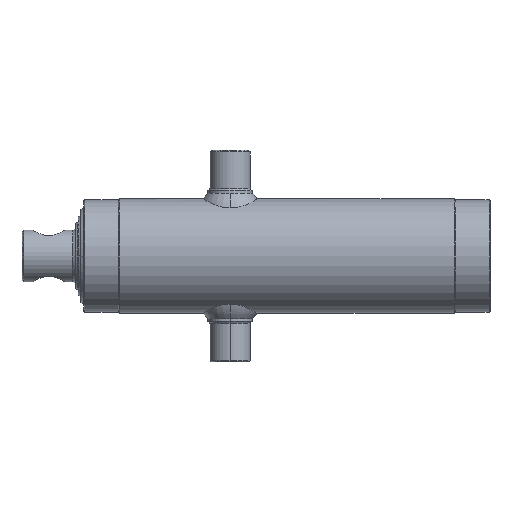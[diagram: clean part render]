
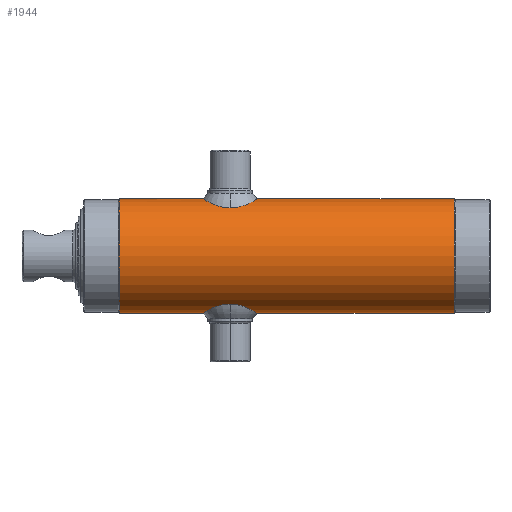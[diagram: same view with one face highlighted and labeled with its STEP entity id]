
A CAD part, left-side view. The second image highlights one B-rep face of the part: STEP entity #1944.
In plain terms, the highlighted cylindrical face has radius 64 mm (diameter 128 mm), a partial arc.
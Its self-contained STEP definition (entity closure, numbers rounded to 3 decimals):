
#18 = CARTESIAN_POINT ( 'NONE',  ( -2.117, 285.382, 63.965 ) ) ;
#91 = ORIENTED_EDGE ( 'NONE', *, *, #5257, .F. ) ;
#107 = CARTESIAN_POINT ( 'NONE',  ( 0., 297., 64. ) ) ;
#294 = DIRECTION ( 'NONE',  ( 0., 0., -1. ) ) ;
#403 = ORIENTED_EDGE ( 'NONE', *, *, #1252, .F. ) ;
#530 = CARTESIAN_POINT ( 'NONE',  ( 0., -30.734, 64. ) ) ;
#670 = ORIENTED_EDGE ( 'NONE', *, *, #1680, .F. ) ;
#727 = CARTESIAN_POINT ( 'NONE',  ( -4.772, 294.658, 63.822 ) ) ;
#758 = CARTESIAN_POINT ( 'NONE',  ( -5.684, 289.067, 63.747 ) ) ;
#794 = CARTESIAN_POINT ( 'NONE',  ( -1.552, 285.201, 63.981 ) ) ;
#836 = LINE ( 'NONE', #530, #919 ) ;
#919 = VECTOR ( 'NONE', #6873, 1000. ) ;
#923 = CYLINDRICAL_SURFACE ( 'NONE', #3222, 64. ) ;
#933 = FACE_OUTER_BOUND ( 'NONE', #4481, .T. ) ;
#1021 = CARTESIAN_POINT ( 'NONE',  ( 0., -30.734, 0. ) ) ;
#1247 = DIRECTION ( 'NONE',  ( 0., 0., -1. ) ) ;
#1252 = EDGE_CURVE ( 'NONE', #2869, #8371, #8619, .T. ) ;
#1359 = DIRECTION ( 'NONE',  ( 0., -1., 0. ) ) ;
#1455 = CARTESIAN_POINT ( 'NONE',  ( -5.198, 294.003, 63.789 ) ) ;
#1487 = CARTESIAN_POINT ( 'NONE',  ( -5.384, 288.345, 63.773 ) ) ;
#1511 = CARTESIAN_POINT ( 'NONE',  ( 0., -30.734, 64. ) ) ;
#1516 = CARTESIAN_POINT ( 'NONE',  ( -0.786, 285.039, 63.996 ) ) ;
#1600 = CARTESIAN_POINT ( 'NONE',  ( 0., 40., -64. ) ) ;
#1680 = EDGE_CURVE ( 'NONE', #5243, #5319, #6981, .T. ) ;
#1944 = ADVANCED_FACE ( 'NONE', ( #933 ), #923, .T. ) ;
#2000 = VERTEX_POINT ( 'NONE', #3299 ) ;
#2127 = CARTESIAN_POINT ( 'NONE',  ( -1.559, 296.807, 63.982 ) ) ;
#2162 = CARTESIAN_POINT ( 'NONE',  ( -5.469, 293.476, 63.766 ) ) ;
#2196 = CARTESIAN_POINT ( 'NONE',  ( -5.097, 287.829, 63.797 ) ) ;
#2223 = CARTESIAN_POINT ( 'NONE',  ( 0., 285., 64. ) ) ;
#2224 = EDGE_CURVE ( 'NONE', #2000, #5319, #2383, .T. ) ;
#2365 = VECTOR ( 'NONE', #2404, 1000. ) ;
#2383 = LINE ( 'NONE', #3369, #2365 ) ;
#2404 = DIRECTION ( 'NONE',  ( 0., -1., 0. ) ) ;
#2818 = CARTESIAN_POINT ( 'NONE',  ( 0., 297., 64. ) ) ;
#2850 = CARTESIAN_POINT ( 'NONE',  ( -2.478, 296.468, 63.952 ) ) ;
#2869 = VERTEX_POINT ( 'NONE', #6790 ) ;
#2881 = CARTESIAN_POINT ( 'NONE',  ( -5.808, 292.557, 63.736 ) ) ;
#2909 = CARTESIAN_POINT ( 'NONE',  ( -4.52, 287.035, 63.841 ) ) ;
#3212 = CARTESIAN_POINT ( 'NONE',  ( 0., 285., 64. ) ) ;
#3222 = AXIS2_PLACEMENT_3D ( 'NONE', #1021, #7341, #294 ) ;
#3299 = CARTESIAN_POINT ( 'NONE',  ( 0., 415., -64. ) ) ;
#3326 = DIRECTION ( 'NONE',  ( 0., -1., 0. ) ) ;
#3369 = CARTESIAN_POINT ( 'NONE',  ( 0., -30.734, -64. ) ) ;
#3387 = DIRECTION ( 'NONE',  ( 0., -1., 0. ) ) ;
#3576 = CARTESIAN_POINT ( 'NONE',  ( -3.005, 296.197, 63.93 ) ) ;
#3607 = CARTESIAN_POINT ( 'NONE',  ( -6., 291.389, 63.718 ) ) ;
#3642 = CARTESIAN_POINT ( 'NONE',  ( -3.658, 286.228, 63.896 ) ) ;
#3824 = ORIENTED_EDGE ( 'NONE', *, *, #5443, .F. ) ;
#4126 = VERTEX_POINT ( 'NONE', #3212 ) ;
#4232 = CARTESIAN_POINT ( 'NONE',  ( -0.392, 297., 64. ) ) ;
#4263 = CARTESIAN_POINT ( 'NONE',  ( -3.661, 295.77, 63.896 ) ) ;
#4292 = CARTESIAN_POINT ( 'NONE',  ( -5.962, 290.217, 63.722 ) ) ;
#4321 = CARTESIAN_POINT ( 'NONE',  ( -2.661, 285.608, 63.946 ) ) ;
#4481 = EDGE_LOOP ( 'NONE', ( #403, #5548, #7715, #670, #3824, #91 ) ) ;
#4521 = B_SPLINE_CURVE_WITH_KNOTS ( 'NONE', 3,
 ( #2818, #4232, #6312, #2127, #7019, #2850, #7706, #3576, #8433, #4263, #9117, #4994, #727, #5672, #1455, #6337, #2162, #7049, #2881, #7743, #3607, #8468, #4292, #9157, #5019, #758, #5703, #1487, #6364, #2196, #7084, #2909, #7768, #3642, #8501, #4321, #18, #5053, #794, #5732, #1516, #6390, #2223 ),
 .UNSPECIFIED., .F., .F.,
 ( 4, 2, 2, 2, 2, 2, 2, 2, 2, 2, 2, 2, 2, 1, 2, 2, 2, 2, 2, 2, 2, 4 ),
 ( 0.009, 0.011, 0.012, 0.012, 0.013, 0.014, 0.015, 0.016, 0.016, 0.018, 0.019, 0.02, 0.021, 0.021, 0.022, 0.022, 0.023, 0.025, 0.026, 0.026, 0.027, 0.028 ),
 .UNSPECIFIED. ) ;
#4651 = AXIS2_PLACEMENT_3D ( 'NONE', #7537, #3387, #8223 ) ;
#4929 = CARTESIAN_POINT ( 'NONE',  ( 0., 40., 64. ) ) ;
#4994 = CARTESIAN_POINT ( 'NONE',  ( -4.524, 294.962, 63.841 ) ) ;
#5019 = CARTESIAN_POINT ( 'NONE',  ( -5.798, 289.443, 63.737 ) ) ;
#5053 = CARTESIAN_POINT ( 'NONE',  ( -1.929, 285.315, 63.971 ) ) ;
#5243 = VERTEX_POINT ( 'NONE', #4929 ) ;
#5257 = EDGE_CURVE ( 'NONE', #8371, #4126, #4521, .T. ) ;
#5319 = VERTEX_POINT ( 'NONE', #1600 ) ;
#5443 = EDGE_CURVE ( 'NONE', #4126, #5243, #836, .T. ) ;
#5548 = ORIENTED_EDGE ( 'NONE', *, *, #7254, .T. ) ;
#5672 = CARTESIAN_POINT ( 'NONE',  ( -5.097, 294.171, 63.797 ) ) ;
#5703 = CARTESIAN_POINT ( 'NONE',  ( -5.551, 288.699, 63.759 ) ) ;
#5732 = CARTESIAN_POINT ( 'NONE',  ( -1.362, 285.153, 63.986 ) ) ;
#6312 = CARTESIAN_POINT ( 'NONE',  ( -0.789, 296.961, 63.996 ) ) ;
#6337 = CARTESIAN_POINT ( 'NONE',  ( -5.384, 293.656, 63.773 ) ) ;
#6364 = CARTESIAN_POINT ( 'NONE',  ( -5.199, 287.999, 63.789 ) ) ;
#6390 = CARTESIAN_POINT ( 'NONE',  ( -0.396, 285., 64. ) ) ;
#6790 = CARTESIAN_POINT ( 'NONE',  ( 0., 415., 64. ) ) ;
#6873 = DIRECTION ( 'NONE',  ( 0., -1., 0. ) ) ;
#6981 = CIRCLE ( 'NONE', #8053, 64. ) ;
#7019 = CARTESIAN_POINT ( 'NONE',  ( -1.933, 296.694, 63.972 ) ) ;
#7049 = CARTESIAN_POINT ( 'NONE',  ( -5.694, 292.931, 63.746 ) ) ;
#7084 = CARTESIAN_POINT ( 'NONE',  ( -4.768, 287.336, 63.823 ) ) ;
#7254 = EDGE_CURVE ( 'NONE', #2869, #2000, #8541, .T. ) ;
#7341 = DIRECTION ( 'NONE',  ( 0., -1., 0. ) ) ;
#7487 = CARTESIAN_POINT ( 'NONE',  ( 0., 40., 0. ) ) ;
#7537 = CARTESIAN_POINT ( 'NONE',  ( 0., 415., 0. ) ) ;
#7706 = CARTESIAN_POINT ( 'NONE',  ( -2.658, 296.383, 63.945 ) ) ;
#7715 = ORIENTED_EDGE ( 'NONE', *, *, #2224, .T. ) ;
#7743 = CARTESIAN_POINT ( 'NONE',  ( -5.961, 291.787, 63.722 ) ) ;
#7768 = CARTESIAN_POINT ( 'NONE',  ( -3.967, 286.481, 63.878 ) ) ;
#8053 = AXIS2_PLACEMENT_3D ( 'NONE', #7487, #3326, #1247 ) ;
#8223 = DIRECTION ( 'NONE',  ( 0., 0., -1. ) ) ;
#8371 = VERTEX_POINT ( 'NONE', #107 ) ;
#8433 = CARTESIAN_POINT ( 'NONE',  ( -3.173, 296.096, 63.921 ) ) ;
#8468 = CARTESIAN_POINT ( 'NONE',  ( -6., 290.606, 63.718 ) ) ;
#8501 = CARTESIAN_POINT ( 'NONE',  ( -3.006, 285.792, 63.93 ) ) ;
#8541 = CIRCLE ( 'NONE', #4651, 64. ) ;
#8547 = VECTOR ( 'NONE', #1359, 1000. ) ;
#8619 = LINE ( 'NONE', #1511, #8547 ) ;
#9117 = CARTESIAN_POINT ( 'NONE',  ( -3.963, 295.522, 63.878 ) ) ;
#9157 = CARTESIAN_POINT ( 'NONE',  ( -5.846, 289.636, 63.732 ) ) ;
